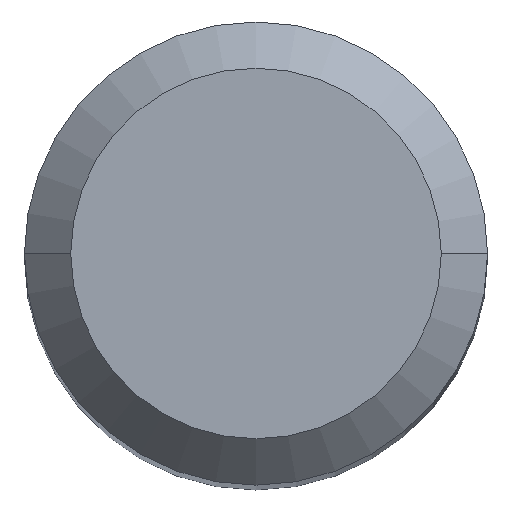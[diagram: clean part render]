
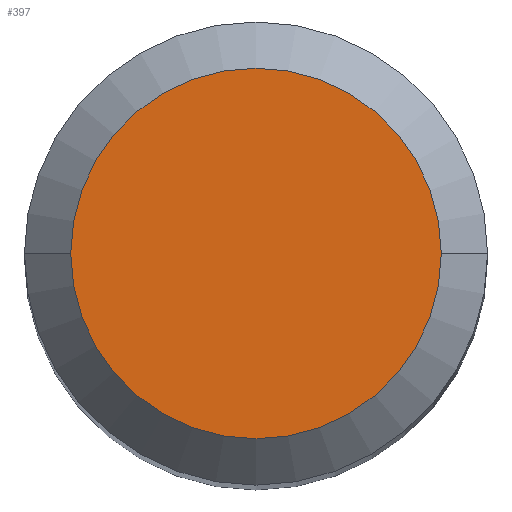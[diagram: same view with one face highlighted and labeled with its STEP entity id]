
A CAD part, top view. The second image highlights one B-rep face of the part: STEP entity #397.
In plain terms, the highlighted planar face has unit normal (0, 0, 1).
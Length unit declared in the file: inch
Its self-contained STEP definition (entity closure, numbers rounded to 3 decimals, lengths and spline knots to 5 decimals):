
#11 = ORIENTED_EDGE ( 'NONE', *, *, #250, .T. ) ;
#45 = VERTEX_POINT ( 'NONE', #288 ) ;
#48 = AXIS2_PLACEMENT_3D ( 'NONE', #194, #452, #422 ) ;
#57 = DIRECTION ( 'NONE',  ( 1., 0., 0. ) ) ;
#100 = EDGE_LOOP ( 'NONE', ( #463, #11 ) ) ;
#122 = CIRCLE ( 'NONE', #176, 0.09448 ) ;
#123 = FACE_OUTER_BOUND ( 'NONE', #100, .T. ) ;
#145 = CARTESIAN_POINT ( 'NONE',  ( 0.09448, 0., 0. ) ) ;
#176 = AXIS2_PLACEMENT_3D ( 'NONE', #406, #295, #338 ) ;
#194 = CARTESIAN_POINT ( 'NONE',  ( 0., 0., 0. ) ) ;
#226 = AXIS2_PLACEMENT_3D ( 'NONE', #478, #284, #57 ) ;
#250 = EDGE_CURVE ( 'NONE', #330, #45, #328, .T. ) ;
#284 = DIRECTION ( 'NONE',  ( 0., 0., 1. ) ) ;
#288 = CARTESIAN_POINT ( 'NONE',  ( -0.09448, 0., 0. ) ) ;
#295 = DIRECTION ( 'NONE',  ( 0., 0., 1. ) ) ;
#328 = CIRCLE ( 'NONE', #226, 0.09448 ) ;
#330 = VERTEX_POINT ( 'NONE', #145 ) ;
#331 = EDGE_CURVE ( 'NONE', #45, #330, #122, .T. ) ;
#338 = DIRECTION ( 'NONE',  ( 1., 0., 0. ) ) ;
#397 = ADVANCED_FACE ( 'NONE', ( #123 ), #416, .F. ) ;
#406 = CARTESIAN_POINT ( 'NONE',  ( 0., 0., 0. ) ) ;
#416 = PLANE ( 'NONE',  #48 ) ;
#422 = DIRECTION ( 'NONE',  ( -1., 0., 0. ) ) ;
#452 = DIRECTION ( 'NONE',  ( 0., 0., -1. ) ) ;
#463 = ORIENTED_EDGE ( 'NONE', *, *, #331, .T. ) ;
#478 = CARTESIAN_POINT ( 'NONE',  ( 0., 0., 0. ) ) ;
